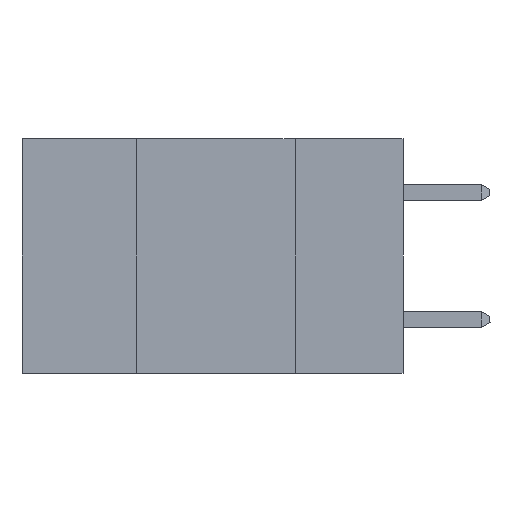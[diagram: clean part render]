
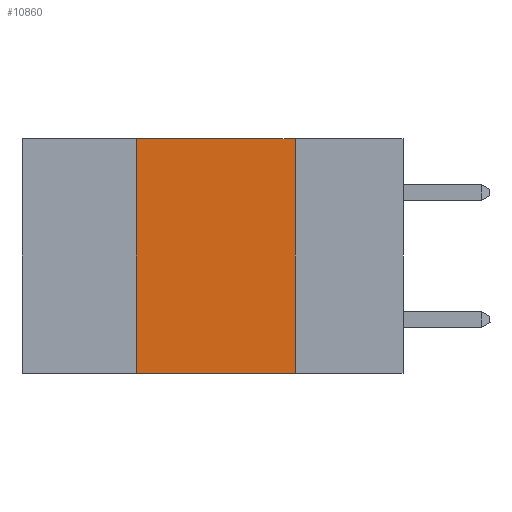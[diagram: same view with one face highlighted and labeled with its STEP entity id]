
A CAD part, left-side view. The second image highlights one B-rep face of the part: STEP entity #10860.
In plain terms, the highlighted planar face has unit normal (-1, 0, 0).
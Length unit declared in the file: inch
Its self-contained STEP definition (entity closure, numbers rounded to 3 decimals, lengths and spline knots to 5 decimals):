
#2535 = DIRECTION ( 'NONE',  ( 1., 0., 0. ) ) ;
#3528 = CARTESIAN_POINT ( 'NONE',  ( 0., 0.17, -0.37 ) ) ;
#3711 = VERTEX_POINT ( 'NONE', #22620 ) ;
#3827 = VECTOR ( 'NONE', #20621, 39.37008 ) ;
#4573 = ORIENTED_EDGE ( 'NONE', *, *, #10705, .F. ) ;
#4745 = PLANE ( 'NONE',  #25002 ) ;
#6399 = DIRECTION ( 'NONE',  ( 0., 0., 1. ) ) ;
#6549 = EDGE_CURVE ( 'NONE', #20026, #19816, #19008, .T. ) ;
#7460 = FACE_OUTER_BOUND ( 'NONE', #22780, .T. ) ;
#7889 = VECTOR ( 'NONE', #9082, 39.37008 ) ;
#8034 = CARTESIAN_POINT ( 'NONE',  ( 0., 0.6, -0.37 ) ) ;
#8425 = ORIENTED_EDGE ( 'NONE', *, *, #20523, .T. ) ;
#8752 = VECTOR ( 'NONE', #6399, 39.37008 ) ;
#9082 = DIRECTION ( 'NONE',  ( 0., -1., 0. ) ) ;
#10705 = EDGE_CURVE ( 'NONE', #3711, #20026, #25143, .T. ) ;
#10860 = ADVANCED_FACE ( 'NONE', ( #7460 ), #4745, .F. ) ;
#13013 = LINE ( 'NONE', #8034, #3827 ) ;
#13132 = CARTESIAN_POINT ( 'NONE',  ( 0., 0.6, 0. ) ) ;
#13886 = EDGE_CURVE ( 'NONE', #19816, #18176, #20657, .T. ) ;
#14297 = CARTESIAN_POINT ( 'NONE',  ( 0., 0.42, 0. ) ) ;
#15093 = CARTESIAN_POINT ( 'NONE',  ( 0., 0.6, 0. ) ) ;
#15141 = VECTOR ( 'NONE', #18971, 39.37008 ) ;
#15691 = CARTESIAN_POINT ( 'NONE',  ( 0., 0.17, 0. ) ) ;
#16257 = ORIENTED_EDGE ( 'NONE', *, *, #13886, .F. ) ;
#16985 = CARTESIAN_POINT ( 'NONE',  ( 0., 0.17, 0. ) ) ;
#17205 = DIRECTION ( 'NONE',  ( 0., 0., -1. ) ) ;
#18176 = VERTEX_POINT ( 'NONE', #3528 ) ;
#18971 = DIRECTION ( 'NONE',  ( 0., 0., -1. ) ) ;
#19008 = LINE ( 'NONE', #13132, #7889 ) ;
#19816 = VERTEX_POINT ( 'NONE', #15691 ) ;
#20026 = VERTEX_POINT ( 'NONE', #14297 ) ;
#20523 = EDGE_CURVE ( 'NONE', #3711, #18176, #13013, .T. ) ;
#20621 = DIRECTION ( 'NONE',  ( 0., -1., 0. ) ) ;
#20657 = LINE ( 'NONE', #16985, #15141 ) ;
#21736 = ORIENTED_EDGE ( 'NONE', *, *, #6549, .F. ) ;
#22620 = CARTESIAN_POINT ( 'NONE',  ( 0., 0.42, -0.37 ) ) ;
#22780 = EDGE_LOOP ( 'NONE', ( #16257, #21736, #4573, #8425 ) ) ;
#22870 = CARTESIAN_POINT ( 'NONE',  ( 0., 0.42, 0. ) ) ;
#25002 = AXIS2_PLACEMENT_3D ( 'NONE', #15093, #2535, #17205 ) ;
#25143 = LINE ( 'NONE', #22870, #8752 ) ;
